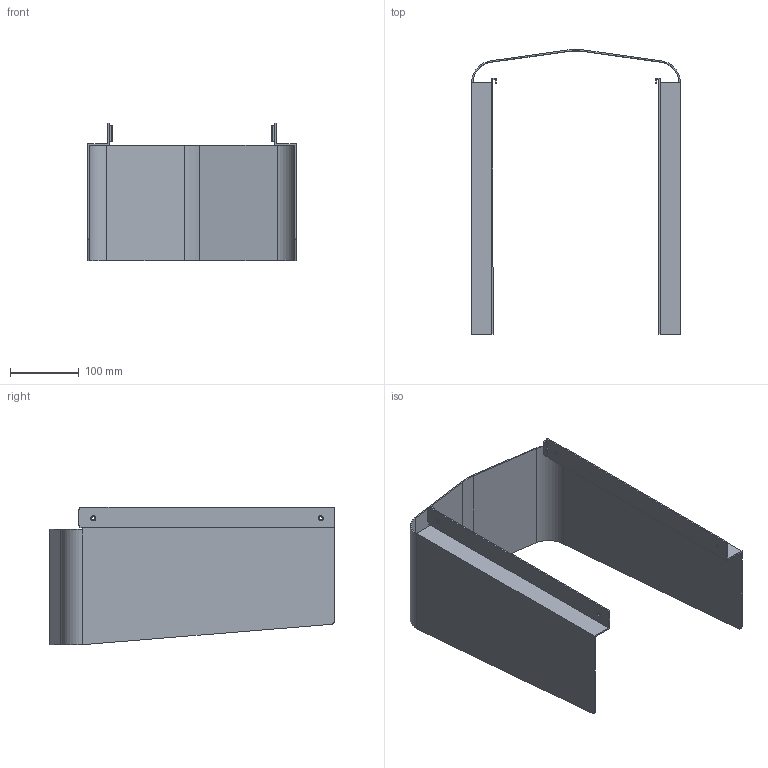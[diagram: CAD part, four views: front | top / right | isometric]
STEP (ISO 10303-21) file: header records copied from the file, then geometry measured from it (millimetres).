
FILE_DESCRIPTION((''),'2;1');
FILE_NAME('GWJ8104_STEP','2021-03-17T10:48:04',('User'),('Axiro Italia'),'CREO PARAMETRIC BY PTC INC, 2020354','CREO PARAMETRIC BY PTC INC, 2020354','');
FILE_SCHEMA(('CONFIG_CONTROL_DESIGN'));
Length unit declared in the file: millimetre
Products named in the file (1): GWJ8104_STEP
Bounding box: 303 x 413.62 x 199.5 mm (x, y, z)
Volume: 426935.6 mm3; surface area: 432530.7 mm2
Topology: 1 solids, 1 shells, 70 faces, 194 edges, 126 vertices
Faces by surface type: plane 46, cylinder 16, cone 8
Entity records: 2284 total; most frequent: CARTESIAN_POINT 390, ORIENTED_EDGE 388, DIRECTION 386, EDGE_CURVE 194, VECTOR 142, LINE 142, VERTEX_POINT 126, AXIS2_PLACEMENT_3D 122
